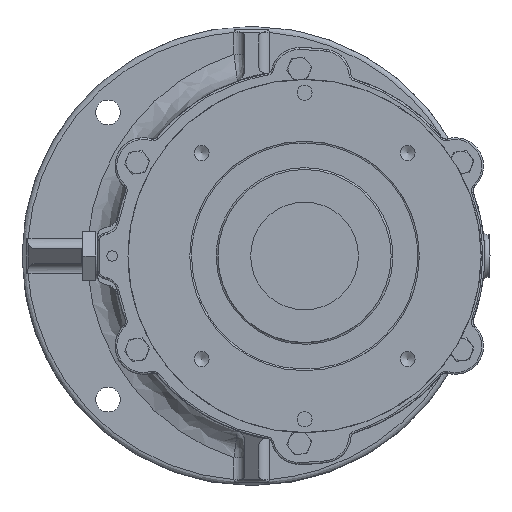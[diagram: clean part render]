
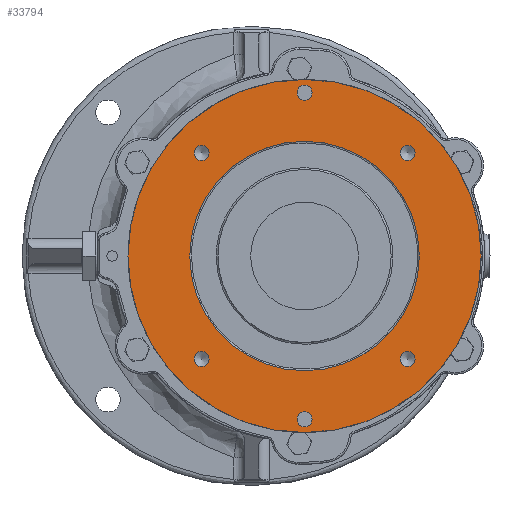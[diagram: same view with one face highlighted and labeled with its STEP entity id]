
A CAD part, left-side view. The second image highlights one B-rep face of the part: STEP entity #33794.
In plain terms, the highlighted planar face has unit normal (-1, 0, 0).
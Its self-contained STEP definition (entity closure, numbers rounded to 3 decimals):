
#461 = EDGE_CURVE ( 'NONE', #35412, #35412, #11298, .T. ) ;
#832 = CARTESIAN_POINT ( 'NONE',  ( -106., -65.586, 58.336 ) ) ;
#1859 = AXIS2_PLACEMENT_3D ( 'NONE', #26642, #35950, #33162 ) ;
#2066 = FACE_BOUND ( 'NONE', #34509, .T. ) ;
#2450 = CARTESIAN_POINT ( 'NONE',  ( -106., -103., 0. ) ) ;
#2482 = EDGE_LOOP ( 'NONE', ( #13093 ) ) ;
#2513 = DIRECTION ( 'NONE',  ( 0., 1., 0. ) ) ;
#3650 = ORIENTED_EDGE ( 'NONE', *, *, #461, .T. ) ;
#3791 = CARTESIAN_POINT ( 'NONE',  ( -106., 51.086, -58.336 ) ) ;
#4629 = ORIENTED_EDGE ( 'NONE', *, *, #8030, .T. ) ;
#5217 = FACE_BOUND ( 'NONE', #26840, .T. ) ;
#5408 = FACE_BOUND ( 'NONE', #2482, .T. ) ;
#6544 = CARTESIAN_POINT ( 'NONE',  ( -106., -61.336, 58.336 ) ) ;
#7220 = EDGE_LOOP ( 'NONE', ( #23446 ) ) ;
#8030 = EDGE_CURVE ( 'NONE', #14769, #14769, #27798, .T. ) ;
#8053 = CARTESIAN_POINT ( 'NONE',  ( -106., 1.25, -92.5 ) ) ;
#8073 = CARTESIAN_POINT ( 'NONE',  ( -106., -3., 0. ) ) ;
#9877 = AXIS2_PLACEMENT_3D ( 'NONE', #2450, #20247, #32374 ) ;
#10437 = EDGE_CURVE ( 'NONE', #34150, #34150, #25977, .T. ) ;
#11157 = ORIENTED_EDGE ( 'NONE', *, *, #21759, .T. ) ;
#11298 = CIRCLE ( 'NONE', #17613, 4.25 ) ;
#11576 = ORIENTED_EDGE ( 'NONE', *, *, #28649, .T. ) ;
#11801 = CARTESIAN_POINT ( 'NONE',  ( -106., 1.25, 92.5 ) ) ;
#12694 = EDGE_LOOP ( 'NONE', ( #24894 ) ) ;
#13093 = ORIENTED_EDGE ( 'NONE', *, *, #31474, .T. ) ;
#13594 = CIRCLE ( 'NONE', #25648, 100. ) ;
#14118 = FACE_BOUND ( 'NONE', #31424, .T. ) ;
#14154 = DIRECTION ( 'NONE',  ( 1., 0., 0. ) ) ;
#14769 = VERTEX_POINT ( 'NONE', #24099 ) ;
#15444 = DIRECTION ( 'NONE',  ( 0., 1., 0. ) ) ;
#15639 = CIRCLE ( 'NONE', #37823, 4.25 ) ;
#15917 = CIRCLE ( 'NONE', #18428, 65. ) ;
#16630 = DIRECTION ( 'NONE',  ( 0., -1., 0. ) ) ;
#17366 = DIRECTION ( 'NONE',  ( 0., -1., 0. ) ) ;
#17613 = AXIS2_PLACEMENT_3D ( 'NONE', #32433, #20107, #2513 ) ;
#18143 = DIRECTION ( 'NONE',  ( 0., -1., 0. ) ) ;
#18419 = VERTEX_POINT ( 'NONE', #3791 ) ;
#18428 = AXIS2_PLACEMENT_3D ( 'NONE', #8073, #20138, #18143 ) ;
#18594 = DIRECTION ( 'NONE',  ( 0., -1., 0. ) ) ;
#19173 = CARTESIAN_POINT ( 'NONE',  ( -106., 55.336, -58.336 ) ) ;
#19791 = VERTEX_POINT ( 'NONE', #25955 ) ;
#20107 = DIRECTION ( 'NONE',  ( 1., 0., 0. ) ) ;
#20138 = DIRECTION ( 'NONE',  ( 1., 0., 0. ) ) ;
#20247 = DIRECTION ( 'NONE',  ( -1., 0., 0. ) ) ;
#21759 = EDGE_CURVE ( 'NONE', #32545, #32545, #15917, .T. ) ;
#22781 = CARTESIAN_POINT ( 'NONE',  ( -106., -103., 0. ) ) ;
#23237 = CIRCLE ( 'NONE', #35281, 4.25 ) ;
#23249 = FACE_BOUND ( 'NONE', #27631, .T. ) ;
#23287 = CARTESIAN_POINT ( 'NONE',  ( -106., -3., 0. ) ) ;
#23446 = ORIENTED_EDGE ( 'NONE', *, *, #10437, .T. ) ;
#24099 = CARTESIAN_POINT ( 'NONE',  ( -106., 51.086, 58.336 ) ) ;
#24197 = DIRECTION ( 'NONE',  ( 1., 0., 0. ) ) ;
#24894 = ORIENTED_EDGE ( 'NONE', *, *, #31037, .T. ) ;
#25046 = CIRCLE ( 'NONE', #35186, 4.25 ) ;
#25322 = AXIS2_PLACEMENT_3D ( 'NONE', #27165, #24197, #15444 ) ;
#25648 = AXIS2_PLACEMENT_3D ( 'NONE', #23287, #14154, #26260 ) ;
#25955 = CARTESIAN_POINT ( 'NONE',  ( -106., -65.586, -58.336 ) ) ;
#25977 = CIRCLE ( 'NONE', #25322, 4.25 ) ;
#26260 = DIRECTION ( 'NONE',  ( 0., -1., 0. ) ) ;
#26642 = CARTESIAN_POINT ( 'NONE',  ( -106., 55.336, 58.336 ) ) ;
#26840 = EDGE_LOOP ( 'NONE', ( #11157 ) ) ;
#27165 = CARTESIAN_POINT ( 'NONE',  ( -106., -3., 92.5 ) ) ;
#27631 = EDGE_LOOP ( 'NONE', ( #3650 ) ) ;
#27798 = CIRCLE ( 'NONE', #1859, 4.25 ) ;
#27962 = VERTEX_POINT ( 'NONE', #832 ) ;
#28074 = ORIENTED_EDGE ( 'NONE', *, *, #32945, .F. ) ;
#28356 = DIRECTION ( 'NONE',  ( 1., 0., 0. ) ) ;
#28649 = EDGE_CURVE ( 'NONE', #18419, #18419, #25046, .T. ) ;
#28732 = CARTESIAN_POINT ( 'NONE',  ( -106., -61.336, -58.336 ) ) ;
#29188 = FACE_OUTER_BOUND ( 'NONE', #37693, .T. ) ;
#31037 = EDGE_CURVE ( 'NONE', #27962, #27962, #23237, .T. ) ;
#31287 = DIRECTION ( 'NONE',  ( 1., 0., 0. ) ) ;
#31424 = EDGE_LOOP ( 'NONE', ( #4629 ) ) ;
#31474 = EDGE_CURVE ( 'NONE', #19791, #19791, #15639, .T. ) ;
#31903 = VERTEX_POINT ( 'NONE', #22781 ) ;
#32374 = DIRECTION ( 'NONE',  ( 0., -1., 0. ) ) ;
#32433 = CARTESIAN_POINT ( 'NONE',  ( -106., -3., -92.5 ) ) ;
#32545 = VERTEX_POINT ( 'NONE', #35511 ) ;
#32945 = EDGE_CURVE ( 'NONE', #31903, #31903, #13594, .T. ) ;
#33162 = DIRECTION ( 'NONE',  ( 0., -1., 0. ) ) ;
#33794 = ADVANCED_FACE ( 'NONE', ( #29188, #5217, #2066, #14118, #38333, #5408, #35531, #23249 ), #35347, .T. ) ;
#34150 = VERTEX_POINT ( 'NONE', #11801 ) ;
#34509 = EDGE_LOOP ( 'NONE', ( #11576 ) ) ;
#35186 = AXIS2_PLACEMENT_3D ( 'NONE', #19173, #31287, #17366 ) ;
#35281 = AXIS2_PLACEMENT_3D ( 'NONE', #6544, #36467, #18594 ) ;
#35347 = PLANE ( 'NONE',  #9877 ) ;
#35412 = VERTEX_POINT ( 'NONE', #8053 ) ;
#35511 = CARTESIAN_POINT ( 'NONE',  ( -106., -68., 0. ) ) ;
#35531 = FACE_BOUND ( 'NONE', #7220, .T. ) ;
#35950 = DIRECTION ( 'NONE',  ( 1., 0., 0. ) ) ;
#36467 = DIRECTION ( 'NONE',  ( 1., 0., 0. ) ) ;
#37693 = EDGE_LOOP ( 'NONE', ( #28074 ) ) ;
#37823 = AXIS2_PLACEMENT_3D ( 'NONE', #28732, #28356, #16630 ) ;
#38333 = FACE_BOUND ( 'NONE', #12694, .T. ) ;
